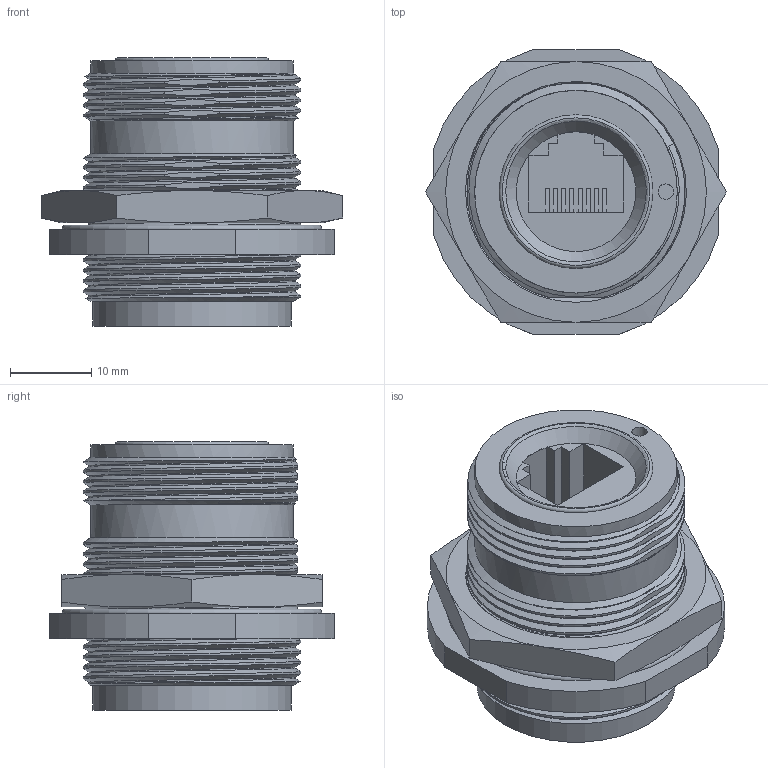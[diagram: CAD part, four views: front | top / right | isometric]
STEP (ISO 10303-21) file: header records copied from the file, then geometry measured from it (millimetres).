
FILE_DESCRIPTION (( 'STEP AP214' ), '1' );
FILE_NAME ('ECSK0103U00.STEP', '2018-01-15T20:52:37', ( '' ), ( '' ), 'SwSTEP 2.0', 'SolidWorks 2014', '' );
FILE_SCHEMA (( 'AUTOMOTIVE_DESIGN' ));
Length unit declared in the file: inch
Products named in the file (3): 3AB10-043-MA2; 3AB10-043-MA1; ECSK0103U00
Assembly tree (2 placements, depth 2):
  ECSK0103U00
    3AB10-043-MA1
    3AB10-043-MA2
Bounding box: 37.04 x 35 x 33.02 mm (x, y, z)
Volume: 17179.9 mm3; surface area: 8719.8 mm2
Topology: 2 solids, 2 shells, 187 faces, 500 edges, 325 vertices
Faces by surface type: plane 126, cylinder 25, cone 20, bspline 13, torus 3
Full cylindrical faces by diameter (mm): 1.905 x1, 14.732 x1, 22.784 x1, 24.435 x1, 24.943 x2
Entity records: 17458 total; most frequent: CARTESIAN_POINT 11692, ORIENTED_EDGE 956, DIRECTION 780, EDGE_CURVE 478, VERTEX_POINT 318, LINE 314, VECTOR 314, EDGE_LOOP 244
